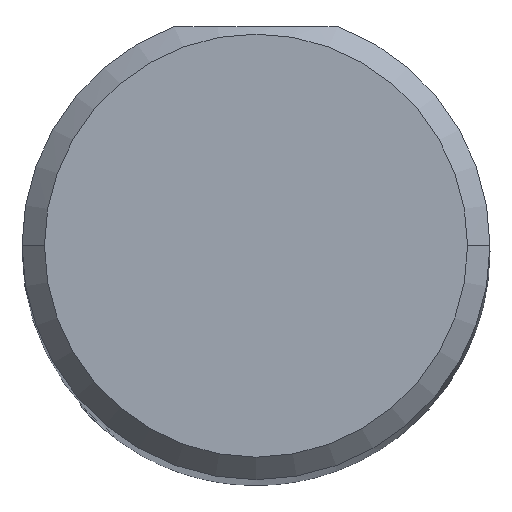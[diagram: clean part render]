
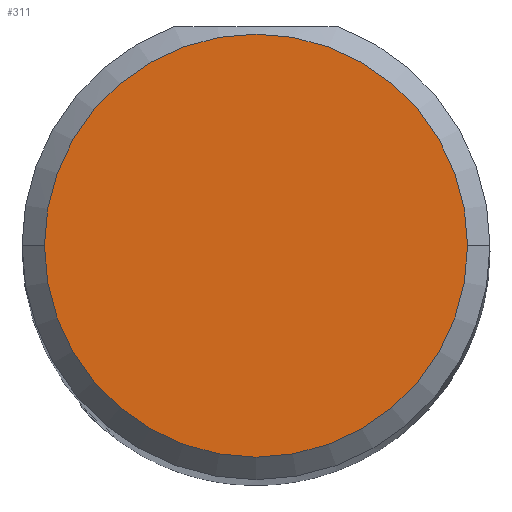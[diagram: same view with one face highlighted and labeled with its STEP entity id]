
A CAD part, top view. The second image highlights one B-rep face of the part: STEP entity #311.
In plain terms, the highlighted planar face has unit normal (0, 0, 1).
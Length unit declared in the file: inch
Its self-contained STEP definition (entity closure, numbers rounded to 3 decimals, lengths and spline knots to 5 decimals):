
#29 = CARTESIAN_POINT ( 'NONE',  ( 0.14125, 0., 2.5 ) ) ;
#35 = CIRCLE ( 'NONE', #696, 0.14125 ) ;
#52 = ORIENTED_EDGE ( 'NONE', *, *, #79, .T. ) ;
#66 = FACE_OUTER_BOUND ( 'NONE', #111, .T. ) ;
#79 = EDGE_CURVE ( 'NONE', #141, #85, #427, .T. ) ;
#85 = VERTEX_POINT ( 'NONE', #29 ) ;
#100 = DIRECTION ( 'NONE',  ( 0., 0., 1. ) ) ;
#111 = EDGE_LOOP ( 'NONE', ( #52, #124 ) ) ;
#119 = AXIS2_PLACEMENT_3D ( 'NONE', #143, #596, #373 ) ;
#124 = ORIENTED_EDGE ( 'NONE', *, *, #228, .T. ) ;
#131 = DIRECTION ( 'NONE',  ( 1., 0., 0. ) ) ;
#141 = VERTEX_POINT ( 'NONE', #619 ) ;
#143 = CARTESIAN_POINT ( 'NONE',  ( 0., 0., 2.5 ) ) ;
#155 = CARTESIAN_POINT ( 'NONE',  ( 0., 0., 2.5 ) ) ;
#228 = EDGE_CURVE ( 'NONE', #85, #141, #35, .T. ) ;
#290 = CARTESIAN_POINT ( 'NONE',  ( 0., 0., 2.5 ) ) ;
#311 = ADVANCED_FACE ( 'NONE', ( #66 ), #581, .T. ) ;
#335 = DIRECTION ( 'NONE',  ( 1., 0., 0. ) ) ;
#373 = DIRECTION ( 'NONE',  ( 1., 0., 0. ) ) ;
#392 = AXIS2_PLACEMENT_3D ( 'NONE', #290, #519, #131 ) ;
#427 = CIRCLE ( 'NONE', #119, 0.14125 ) ;
#519 = DIRECTION ( 'NONE',  ( 0., 0., 1. ) ) ;
#581 = PLANE ( 'NONE',  #392 ) ;
#596 = DIRECTION ( 'NONE',  ( 0., 0., 1. ) ) ;
#619 = CARTESIAN_POINT ( 'NONE',  ( -0.14125, 0., 2.5 ) ) ;
#696 = AXIS2_PLACEMENT_3D ( 'NONE', #155, #100, #335 ) ;
